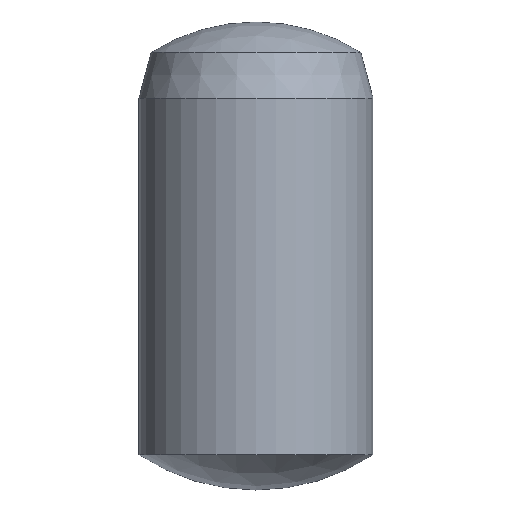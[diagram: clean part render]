
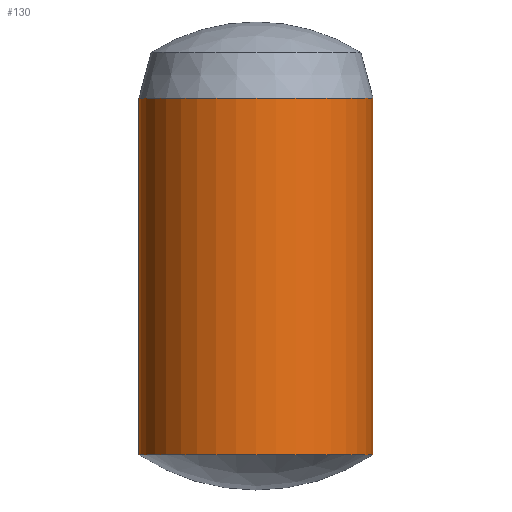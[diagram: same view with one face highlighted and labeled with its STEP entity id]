
A CAD part, left-side view. The second image highlights one B-rep face of the part: STEP entity #130.
In plain terms, the highlighted cylindrical face has radius 2 mm (diameter 4 mm), a partial arc.
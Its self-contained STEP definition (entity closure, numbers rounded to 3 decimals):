
#4 = VECTOR ( 'NONE', #77, 1000. ) ;
#6 = DIRECTION ( 'NONE',  ( 0., -1., 0. ) ) ;
#15 = AXIS2_PLACEMENT_3D ( 'NONE', #99, #270, #33 ) ;
#17 = EDGE_LOOP ( 'NONE', ( #218, #46, #22, #70 ) ) ;
#21 = LINE ( 'NONE', #149, #191 ) ;
#22 = ORIENTED_EDGE ( 'NONE', *, *, #112, .T. ) ;
#27 = CARTESIAN_POINT ( 'NONE',  ( 0., -2., 4. ) ) ;
#33 = DIRECTION ( 'NONE',  ( 0., -1., 0. ) ) ;
#46 = ORIENTED_EDGE ( 'NONE', *, *, #231, .T. ) ;
#48 = VERTEX_POINT ( 'NONE', #184 ) ;
#50 = CIRCLE ( 'NONE', #62, 2. ) ;
#52 = EDGE_CURVE ( 'NONE', #104, #95, #50, .T. ) ;
#55 = CIRCLE ( 'NONE', #15, 2. ) ;
#62 = AXIS2_PLACEMENT_3D ( 'NONE', #141, #200, #6 ) ;
#70 = ORIENTED_EDGE ( 'NONE', *, *, #52, .F. ) ;
#77 = DIRECTION ( 'NONE',  ( 0., 0., 1. ) ) ;
#92 = CARTESIAN_POINT ( 'NONE',  ( 0., -2., 2.7 ) ) ;
#95 = VERTEX_POINT ( 'NONE', #92 ) ;
#99 = CARTESIAN_POINT ( 'NONE',  ( 0., 0., -3.4 ) ) ;
#104 = VERTEX_POINT ( 'NONE', #264 ) ;
#112 = EDGE_CURVE ( 'NONE', #48, #95, #244, .T. ) ;
#123 = DIRECTION ( 'NONE',  ( 0., 0., 1. ) ) ;
#130 = ADVANCED_FACE ( 'NONE', ( #255 ), #201, .T. ) ;
#131 = AXIS2_PLACEMENT_3D ( 'NONE', #207, #250, #148 ) ;
#141 = CARTESIAN_POINT ( 'NONE',  ( 0., 0., 2.7 ) ) ;
#144 = CARTESIAN_POINT ( 'NONE',  ( 0., 2., -3.4 ) ) ;
#148 = DIRECTION ( 'NONE',  ( 0., -1., 0. ) ) ;
#149 = CARTESIAN_POINT ( 'NONE',  ( 0., 2., 4. ) ) ;
#184 = CARTESIAN_POINT ( 'NONE',  ( 0., -2., -3.4 ) ) ;
#191 = VECTOR ( 'NONE', #123, 1000. ) ;
#200 = DIRECTION ( 'NONE',  ( 0., 0., 1. ) ) ;
#201 = CYLINDRICAL_SURFACE ( 'NONE', #131, 2. ) ;
#207 = CARTESIAN_POINT ( 'NONE',  ( 0., 0., 4. ) ) ;
#218 = ORIENTED_EDGE ( 'NONE', *, *, #260, .F. ) ;
#226 = VERTEX_POINT ( 'NONE', #144 ) ;
#231 = EDGE_CURVE ( 'NONE', #226, #48, #55, .T. ) ;
#244 = LINE ( 'NONE', #27, #4 ) ;
#250 = DIRECTION ( 'NONE',  ( 0., 0., 1. ) ) ;
#255 = FACE_OUTER_BOUND ( 'NONE', #17, .T. ) ;
#260 = EDGE_CURVE ( 'NONE', #226, #104, #21, .T. ) ;
#264 = CARTESIAN_POINT ( 'NONE',  ( 0., 2., 2.7 ) ) ;
#270 = DIRECTION ( 'NONE',  ( 0., 0., 1. ) ) ;
